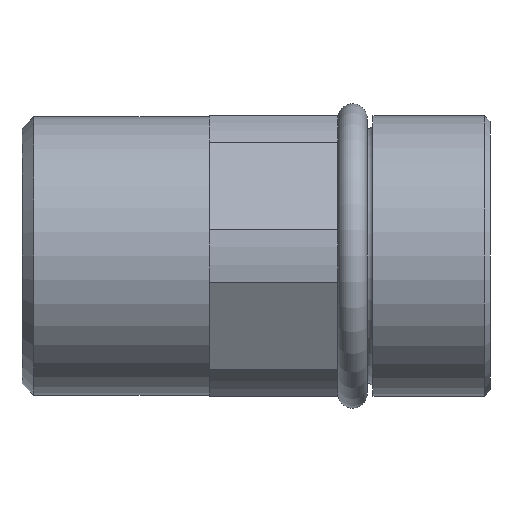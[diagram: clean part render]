
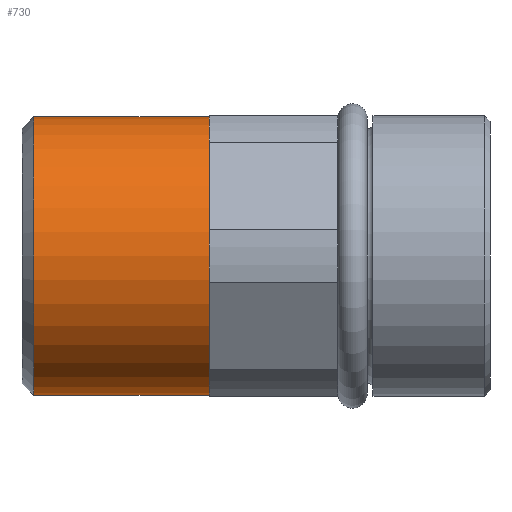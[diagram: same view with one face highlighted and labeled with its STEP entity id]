
A CAD part, front view. The second image highlights one B-rep face of the part: STEP entity #730.
In plain terms, the highlighted cylindrical face has radius 11.9 mm (diameter 23.8 mm), a full revolution.
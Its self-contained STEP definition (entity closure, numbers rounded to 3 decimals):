
#35=CYLINDRICAL_SURFACE('',#786,11.9);
#142=ORIENTED_EDGE('',*,*,#246,.T.);
#143=ORIENTED_EDGE('',*,*,#206,.T.);
#206=EDGE_CURVE('',#264,#264,#310,.T.);
#246=EDGE_CURVE('',#292,#292,#326,.F.);
#264=VERTEX_POINT('',#997);
#292=VERTEX_POINT('',#1074);
#310=CIRCLE('',#762,11.9);
#326=CIRCLE('',#787,11.9);
#356=EDGE_LOOP('',(#142));
#357=EDGE_LOOP('',(#143));
#414=FACE_BOUND('',#356,.T.);
#415=FACE_BOUND('',#357,.T.);
#730=ADVANCED_FACE('',(#414,#415),#35,.T.);
#762=AXIS2_PLACEMENT_3D('',#996,#834,#835);
#786=AXIS2_PLACEMENT_3D('',#1072,#906,#907);
#787=AXIS2_PLACEMENT_3D('',#1073,#908,#909);
#834=DIRECTION('',(-1.,0.,0.));
#835=DIRECTION('',(0.,-1.,0.));
#906=DIRECTION('',(-1.,0.,0.));
#907=DIRECTION('',(0.,-1.,0.));
#908=DIRECTION('',(-1.,0.,0.));
#909=DIRECTION('',(0.,-1.,0.));
#996=CARTESIAN_POINT('',(-11.,0.,0.));
#997=CARTESIAN_POINT('',(-11.,-11.9,0.));
#1072=CARTESIAN_POINT('',(-30.,0.,0.));
#1073=CARTESIAN_POINT('',(-26.,0.,0.));
#1074=CARTESIAN_POINT('',(-26.,-11.9,0.));
